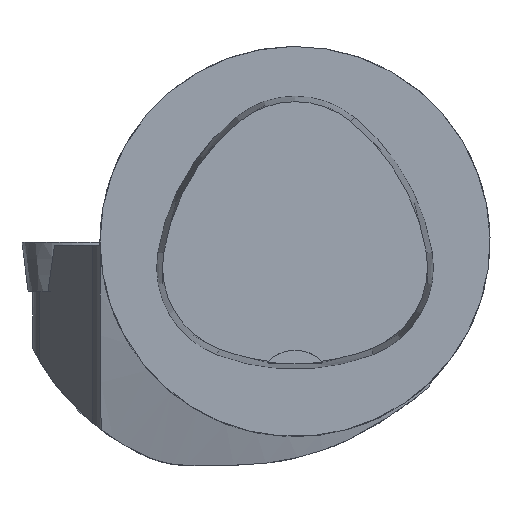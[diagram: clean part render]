
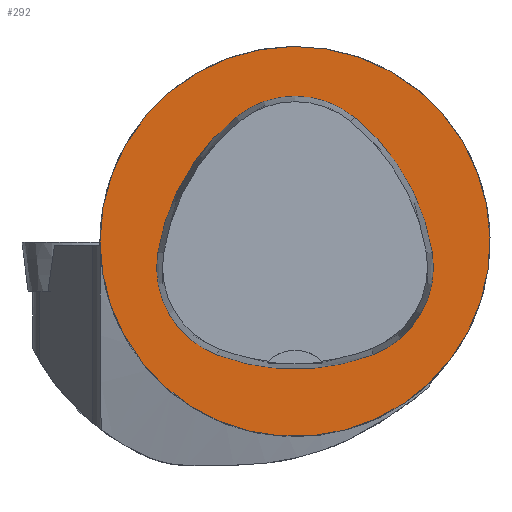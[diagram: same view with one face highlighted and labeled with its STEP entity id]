
A CAD part, top view. The second image highlights one B-rep face of the part: STEP entity #292.
In plain terms, the highlighted planar face has unit normal (0, 0, 1).
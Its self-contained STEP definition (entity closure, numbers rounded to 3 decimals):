
#292=ADVANCED_FACE('',(#376,#377),#332,.T.);
#332=PLANE('',#1107);
#376=FACE_BOUND('',#426,.T.);
#377=FACE_BOUND('',#427,.T.);
#426=EDGE_LOOP('',(#595,#596,#597,#598,#599,#600));
#427=EDGE_LOOP('',(#601));
#595=ORIENTED_EDGE('',*,*,#883,.T.);
#596=ORIENTED_EDGE('',*,*,#863,.T.);
#597=ORIENTED_EDGE('',*,*,#867,.T.);
#598=ORIENTED_EDGE('',*,*,#870,.T.);
#599=ORIENTED_EDGE('',*,*,#873,.T.);
#600=ORIENTED_EDGE('',*,*,#881,.T.);
#601=ORIENTED_EDGE('',*,*,#827,.F.);
#739=VERTEX_POINT('',#1640);
#767=VERTEX_POINT('',#1751);
#768=VERTEX_POINT('',#1752);
#771=VERTEX_POINT('',#1760);
#773=VERTEX_POINT('',#1766);
#775=VERTEX_POINT('',#1772);
#782=VERTEX_POINT('',#1793);
#827=EDGE_CURVE('',#739,#739,#920,.T.);
#863=EDGE_CURVE('',#767,#768,#928,.T.);
#867=EDGE_CURVE('',#768,#771,#930,.T.);
#870=EDGE_CURVE('',#771,#773,#932,.T.);
#873=EDGE_CURVE('',#773,#775,#934,.T.);
#881=EDGE_CURVE('',#775,#782,#938,.T.);
#883=EDGE_CURVE('',#782,#767,#940,.T.);
#920=CIRCLE('',#1061,25.);
#928=CIRCLE('',#1085,28.);
#930=CIRCLE('',#1088,12.);
#932=CIRCLE('',#1091,28.);
#934=CIRCLE('',#1094,12.);
#938=CIRCLE('',#1099,28.);
#940=CIRCLE('',#1102,12.);
#1061=AXIS2_PLACEMENT_3D('',#1639,#1232,#1233);
#1085=AXIS2_PLACEMENT_3D('',#1750,#1289,#1290);
#1088=AXIS2_PLACEMENT_3D('',#1759,#1297,#1298);
#1091=AXIS2_PLACEMENT_3D('',#1765,#1304,#1305);
#1094=AXIS2_PLACEMENT_3D('',#1771,#1311,#1312);
#1099=AXIS2_PLACEMENT_3D('',#1794,#1323,#1324);
#1102=AXIS2_PLACEMENT_3D('',#1797,#1329,#1330);
#1107=AXIS2_PLACEMENT_3D('',#1802,#1339,#1340);
#1232=DIRECTION('',(0.,0.,-1.));
#1233=DIRECTION('',(-1.,0.,0.));
#1289=DIRECTION('',(0.,0.,-1.));
#1290=DIRECTION('',(-1.,0.,0.));
#1297=DIRECTION('',(0.,0.,-1.));
#1298=DIRECTION('',(-1.,0.,0.));
#1304=DIRECTION('',(0.,0.,-1.));
#1305=DIRECTION('',(-1.,0.,0.));
#1311=DIRECTION('',(0.,0.,-1.));
#1312=DIRECTION('',(-1.,0.,0.));
#1323=DIRECTION('',(0.,0.,-1.));
#1324=DIRECTION('',(-1.,0.,0.));
#1329=DIRECTION('',(0.,0.,-1.));
#1330=DIRECTION('',(-1.,0.,0.));
#1339=DIRECTION('',(0.,0.,1.));
#1340=DIRECTION('',(1.,0.,0.));
#1639=CARTESIAN_POINT('',(0.,0.,0.));
#1640=CARTESIAN_POINT('',(-25.,0.,0.));
#1750=CARTESIAN_POINT('',(10.068,-5.824,0.));
#1751=CARTESIAN_POINT('',(-17.584,-1.424,0.));
#1752=CARTESIAN_POINT('',(-7.531,15.953,0.));
#1759=CARTESIAN_POINT('',(0.011,6.62,0.));
#1760=CARTESIAN_POINT('',(7.567,15.942,0.));
#1765=CARTESIAN_POINT('',(-10.063,-5.81,0.));
#1766=CARTESIAN_POINT('',(17.59,-1.418,0.));
#1771=CARTESIAN_POINT('',(5.739,-3.3,0.));
#1772=CARTESIAN_POINT('',(10.05,-14.499,0.));
#1793=CARTESIAN_POINT('',(-10.025,-14.516,0.));
#1794=CARTESIAN_POINT('',(-0.01,11.631,0.));
#1797=CARTESIAN_POINT('',(-5.733,-3.31,0.));
#1802=CARTESIAN_POINT('',(0.,0.,0.));
